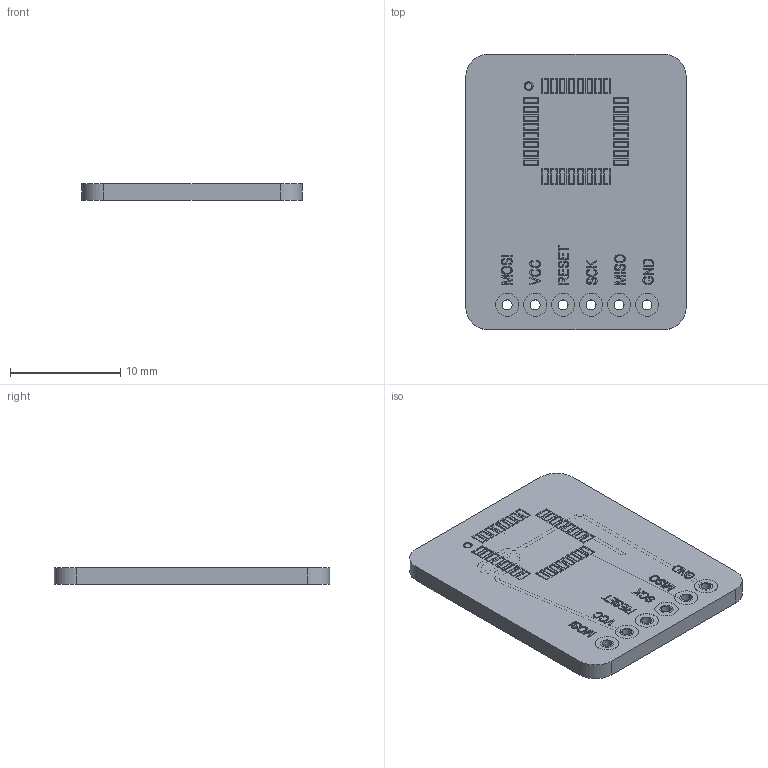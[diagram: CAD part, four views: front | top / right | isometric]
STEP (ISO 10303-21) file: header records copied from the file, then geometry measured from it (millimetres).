
FILE_DESCRIPTION (( 'STEP AP214' ), '1' );
FILE_NAME ('Socket-Adapter_ATmega8_TQFP32.STEP', '2024-02-05T13:38:15', ( '' ), ( '' ), 'SwSTEP 2.0', 'SolidWorks 2022', '' );
FILE_SCHEMA (( 'AUTOMOTIVE_DESIGN' ));
Length unit declared in the file: millimetre
Products named in the file (1): Socket-Adapter_ATmega8_TQFP32
Bounding box: 20 x 25 x 1.54 mm (x, y, z)
Volume: 765.4 mm3; surface area: 1407.8 mm2
Topology: 53 solids, 53 shells, 803 faces, 1908 edges, 1262 vertices
Faces by surface type: plane 597, bspline 128, cylinder 78
Entity records: 30606 total; most frequent: CARTESIAN_POINT 12150, ORIENTED_EDGE 3816, DIRECTION 3158, EDGE_CURVE 1908, VECTOR 1482, LINE 1482, VERTEX_POINT 1262, EDGE_LOOP 886
